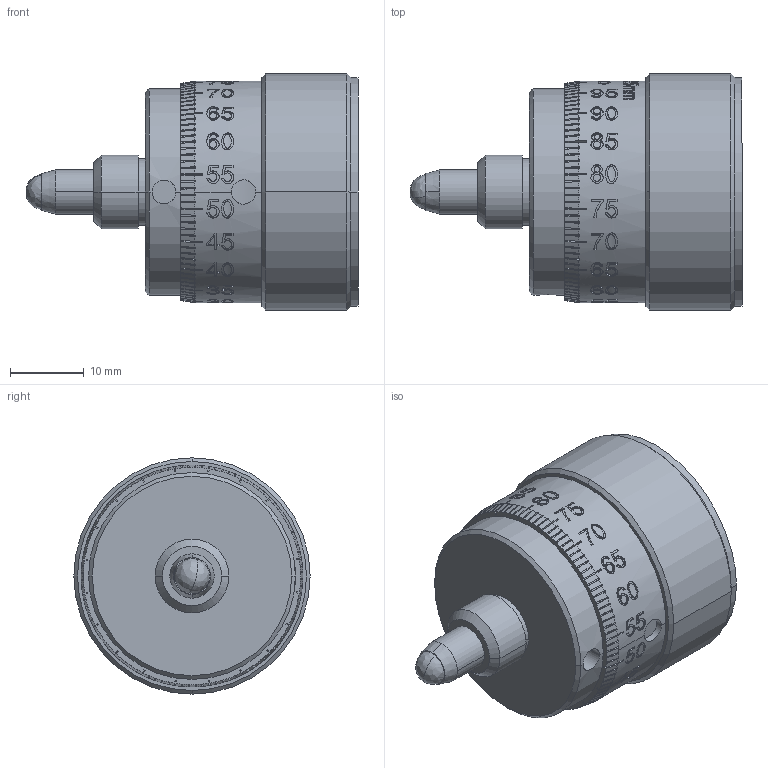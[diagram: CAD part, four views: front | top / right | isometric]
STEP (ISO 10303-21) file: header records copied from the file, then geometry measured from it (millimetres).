
FILE_DESCRIPTION (( 'STEP AP203' ), '1' );
FILE_NAME ('9SM127M-10.STEP', '2009-10-13T06:31:38', ( 'Darius' ), ( '' ), 'SwSTEP 2.0', 'SolidWorks 2003240', '' );
FILE_SCHEMA (( 'CONFIG_CONTROL_DESIGN' ));
Products named in the file (1): 9SM127M-10
Bounding box: 44.95 x 32 x 32 mm (x, y, z)
Volume: 21070.8 mm3; surface area: 4987.7 mm2
Topology: 1 solids, 1 shells, 1223 faces, 3268 edges, 2119 vertices
Faces by surface type: bspline 490, plane 429, cylinder 193, cone 111
Entity records: 198422 total; most frequent: CARTESIAN_POINT 170718, ORIENTED_EDGE 6532, DIRECTION 4394, EDGE_CURVE 3266, VERTEX_POINT 2119, VECTOR 1622, LINE 1622, AXIS2_PLACEMENT_3D 1386
